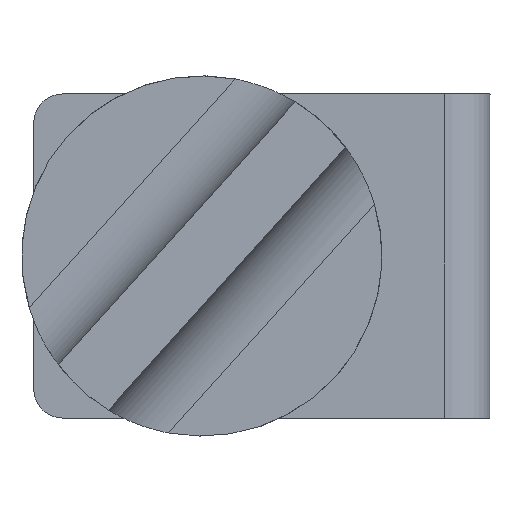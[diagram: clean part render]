
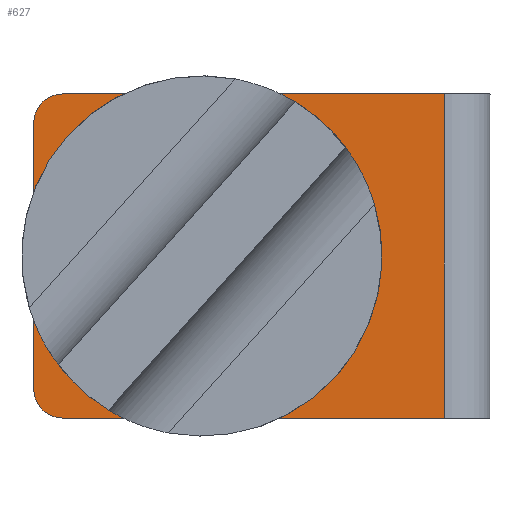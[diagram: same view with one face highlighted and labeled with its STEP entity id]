
A CAD part, left-side view. The second image highlights one B-rep face of the part: STEP entity #627.
In plain terms, the highlighted planar face has unit normal (-1, 0, 0).
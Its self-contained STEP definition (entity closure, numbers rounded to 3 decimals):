
#430=CARTESIAN_POINT('',(108.228,63.975,-123.753));
#431=VERTEX_POINT('',#430);
#432=CARTESIAN_POINT('',(108.228,67.025,-120.703));
#433=VERTEX_POINT('',#432);
#434=CARTESIAN_POINT('',(108.228,63.975,-120.703));
#435=DIRECTION('',(1.0,0.,0.));
#436=DIRECTION('',(0.,0.707,-0.707));
#437=AXIS2_PLACEMENT_3D('',#434,#435,#436);
#438=CIRCLE('',#437,3.05);
#439=EDGE_CURVE('',#431,#433,#438,.T.);
#462=CARTESIAN_POINT('',(108.228,67.025,-92.513));
#463=VERTEX_POINT('',#462);
#472=CARTESIAN_POINT('',(108.228,67.025,-92.513));
#473=DIRECTION('',(0.,0.,-1.0));
#474=VECTOR('',#473,28.19);
#475=LINE('',#472,#474);
#476=EDGE_CURVE('',#463,#433,#475,.T.);
#486=CARTESIAN_POINT('',(108.228,63.975,-89.463));
#487=VERTEX_POINT('',#486);
#488=CARTESIAN_POINT('',(108.228,63.975,-92.513));
#489=DIRECTION('',(1.0,0.,0.));
#490=DIRECTION('',(0.,0.707,0.707));
#491=AXIS2_PLACEMENT_3D('',#488,#489,#490);
#492=CIRCLE('',#491,3.05);
#493=EDGE_CURVE('',#463,#487,#492,.T.);
#511=CARTESIAN_POINT('',(108.228,23.595,-123.753));
#512=VERTEX_POINT('',#511);
#520=CARTESIAN_POINT('',(108.228,63.975,-123.753));
#521=DIRECTION('',(0.,-1.0,0.));
#522=VECTOR('',#521,40.38);
#523=LINE('',#520,#522);
#524=EDGE_CURVE('',#431,#512,#523,.T.);
#542=CARTESIAN_POINT('',(108.228,23.595,-89.463));
#543=VERTEX_POINT('',#542);
#551=CARTESIAN_POINT('',(108.228,23.595,-89.463));
#552=DIRECTION('',(0.,0.,-1.0));
#553=VECTOR('',#552,34.29);
#554=LINE('',#551,#553);
#555=EDGE_CURVE('',#543,#512,#554,.T.);
#572=CARTESIAN_POINT('',(108.228,63.975,-89.463));
#573=DIRECTION('',(0.,-1.0,0.));
#574=VECTOR('',#573,40.38);
#575=LINE('',#572,#574);
#576=EDGE_CURVE('',#487,#543,#575,.T.);
#581=CARTESIAN_POINT('',(108.228,67.025,-89.463));
#582=DIRECTION('',(-1.0,0.0,0.0));
#583=DIRECTION('',(0.0,0.,1.0));
#584=AXIS2_PLACEMENT_3D('',#581,#582,#583);
#585=PLANE('',#584);
#586=ORIENTED_EDGE('',*,*,#555,.F.);
#587=ORIENTED_EDGE('',*,*,#576,.F.);
#588=ORIENTED_EDGE('',*,*,#493,.F.);
#589=ORIENTED_EDGE('',*,*,#476,.T.);
#590=ORIENTED_EDGE('',*,*,#439,.F.);
#591=ORIENTED_EDGE('',*,*,#524,.T.);
#592=EDGE_LOOP('',(#586,#587,#588,#589,#590,#591));
#593=FACE_OUTER_BOUND('',#592,.T.);
#594=CARTESIAN_POINT('',(108.228,49.245,-90.732));
#595=VERTEX_POINT('',#594);
#596=CARTESIAN_POINT('',(108.228,49.245,-92.892));
#597=DIRECTION('',(1.0,0.,0.));
#598=DIRECTION('',(0.,0.,1.0));
#599=AXIS2_PLACEMENT_3D('',#596,#597,#598);
#600=CIRCLE('',#599,2.16);
#601=EDGE_CURVE('',#595,#595,#600,.T.);
#602=ORIENTED_EDGE('',*,*,#601,.T.);
#603=EDGE_LOOP('',(#602));
#604=FACE_BOUND('',#603,.T.);
#605=CARTESIAN_POINT('',(108.228,49.245,-118.164));
#606=VERTEX_POINT('',#605);
#607=CARTESIAN_POINT('',(108.228,49.245,-120.324));
#608=DIRECTION('',(1.0,0.,0.));
#609=DIRECTION('',(0.,0.,1.0));
#610=AXIS2_PLACEMENT_3D('',#607,#608,#609);
#611=CIRCLE('',#610,2.16);
#612=EDGE_CURVE('',#606,#606,#611,.T.);
#613=ORIENTED_EDGE('',*,*,#612,.T.);
#614=EDGE_LOOP('',(#613));
#615=FACE_BOUND('',#614,.T.);
#616=CARTESIAN_POINT('',(108.228,49.245,-96.943));
#617=VERTEX_POINT('',#616);
#618=CARTESIAN_POINT('',(108.228,49.245,-106.481));
#619=DIRECTION('',(1.0,0.,0.));
#620=DIRECTION('',(0.,0.,1.0));
#621=AXIS2_PLACEMENT_3D('',#618,#619,#620);
#622=CIRCLE('',#621,9.538);
#623=EDGE_CURVE('',#617,#617,#622,.T.);
#624=ORIENTED_EDGE('',*,*,#623,.T.);
#625=EDGE_LOOP('',(#624));
#626=FACE_BOUND('',#625,.T.);
#627=ADVANCED_FACE('',(#593,#604,#615,#626),#585,.T.);
